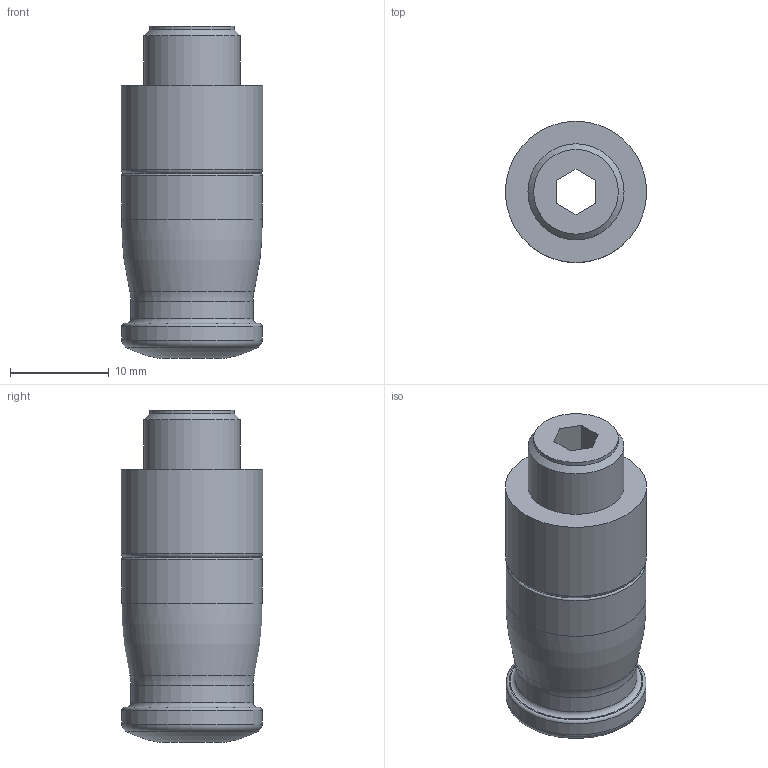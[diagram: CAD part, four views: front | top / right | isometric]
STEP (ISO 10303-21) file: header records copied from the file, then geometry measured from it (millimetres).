
FILE_DESCRIPTION(/* description */ ('STEP AP214'),/* implementation_level */ '2;1');
FILE_NAME(/* name */ '1243489_NPKA-D-G18-Q6-P10',/* time_stamp */ '2024-09-13T01:14:25+02:00',/* author */ ('License CC BY-ND 4.0'),/* organization */ ('CADENAS'),/* preprocessor_version */ 'ST-DEVELOPER v19.3',/* originating_system */ 'PARTsolutions',/* authorisation */ ' ');
FILE_SCHEMA (('AUTOMOTIVE_DESIGN {1 0 10303 214 3 1 1}'));
Length unit declared in the file: millimetre
Products named in the file (1): 1243489 NPKA-D-G18-Q6-P10
Bounding box: 14.3 x 14.3 x 33.6 mm (x, y, z)
Volume: 3710.2 mm3; surface area: 2251.6 mm2
Topology: 1 solids, 1 shells, 28 faces, 56 edges, 33 vertices
Faces by surface type: plane 11, torus 9, cylinder 7, cone 1
Full cylindrical faces by diameter (mm): 6 x1, 8.566 x1, 9.728 x1, 12.35 x1, 14.2 x2, 14.3 x1
Entity records: 856 total; most frequent: DIRECTION 118, CARTESIAN_POINT 101, ORIENTED_EDGE 78, EDGE_LOOP 50, FACE_BOUND 50, AXIS2_PLACEMENT_3D 50, EDGE_CURVE 39, VERTEX_POINT 33
